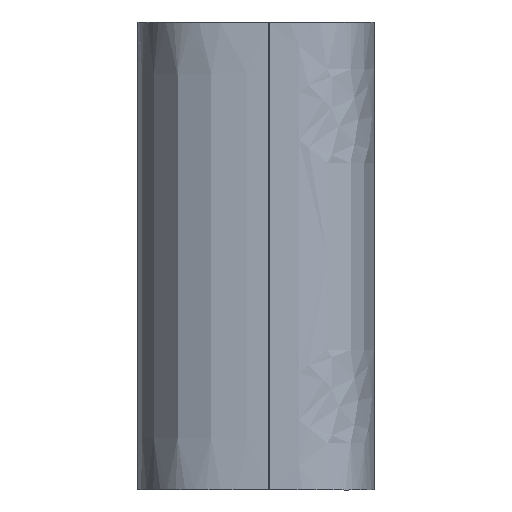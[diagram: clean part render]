
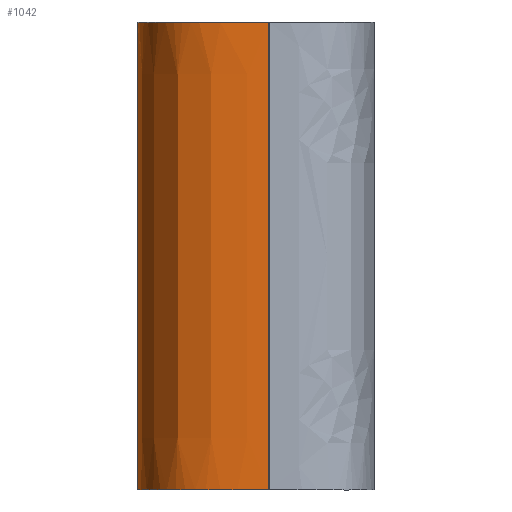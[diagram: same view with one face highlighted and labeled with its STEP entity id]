
A CAD part, left-side view. The second image highlights one B-rep face of the part: STEP entity #1042.
In plain terms, the highlighted face is a extrusion surface.
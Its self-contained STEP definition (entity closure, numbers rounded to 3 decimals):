
#173=SURFACE_OF_LINEAR_EXTRUSION('',#361,#4515);
#295=B_SPLINE_CURVE_WITH_KNOTS('',5,(#9091,#9092,#9093,#9094,#9095,#9096,
#9097,#9098,#9099,#9100,#9101,#9102,#9103),.UNSPECIFIED.,.F.,.F.,(6,1,1,
1,1,1,1,1,6),(0.,0.078,0.235,0.409,
0.547,0.697,0.764,0.902,
1.),.UNSPECIFIED.);
#359=B_SPLINE_CURVE_WITH_KNOTS('',1,(#13726,#13727),.UNSPECIFIED.,.F.,.F.,
(2,2),(0.,1.),.UNSPECIFIED.);
#360=B_SPLINE_CURVE_WITH_KNOTS('',3,(#13729,#13730,#13731,#13732,#13733,
#13734,#13735,#13736,#13737,#13738,#13739,#13740,#13741,#13742,#13743,#13744,
#13745,#13746,#13747,#13748,#13749,#13750),.UNSPECIFIED.,.F.,.F.,(4,2,2,
2,2,2,2,2,2,2,4),(0.,0.125,0.188,0.25,0.375,0.437,
0.5,0.625,0.75,0.875,1.),.UNSPECIFIED.);
#361=B_SPLINE_CURVE_WITH_KNOTS('',5,(#13751,#13752,#13753,#13754,#13755,
#13756,#13757,#13758,#13759,#13760,#13761,#13762,#13763,#13764,#13765,#13766,
#13767,#13768),.UNSPECIFIED.,.F.,.F.,(6,5,1,1,1,1,1,1,1,6),(0.,0.01,
0.107,0.243,0.31,0.458,
0.595,0.767,0.923,1.),.UNSPECIFIED.);
#683=FACE_OUTER_BOUND('',#1635,.T.);
#1042=ADVANCED_FACE('',(#683),#173,.T.);
#1635=EDGE_LOOP('',(#2275,#2276,#2277,#2278));
#2275=ORIENTED_EDGE('',*,*,#3888,.F.);
#2276=ORIENTED_EDGE('',*,*,#3889,.T.);
#2277=ORIENTED_EDGE('',*,*,#3854,.F.);
#2278=ORIENTED_EDGE('',*,*,#3801,.T.);
#3360=VERTEX_POINT('',#9090);
#3361=VERTEX_POINT('',#9104);
#3406=VERTEX_POINT('',#12162);
#3432=VERTEX_POINT('',#13728);
#3801=EDGE_CURVE('',#3361,#3360,#295,.T.);
#3854=EDGE_CURVE('',#3361,#3406,#4362,.T.);
#3888=EDGE_CURVE('',#3432,#3360,#359,.T.);
#3889=EDGE_CURVE('',#3432,#3406,#360,.T.);
#4362=LINE('',#12161,#4503);
#4503=VECTOR('',#5318,1.);
#4515=VECTOR('',#5338,1.);
#5318=DIRECTION('',(0.,0.,1.));
#5338=DIRECTION('',(0.,0.,-1.));
#9090=CARTESIAN_POINT('',(-239.999,1.,-740.));
#9091=CARTESIAN_POINT('',(0.,245.,-740.));
#9092=CARTESIAN_POINT('',(-6.301,245.,-740.));
#9093=CARTESIAN_POINT('',(-25.431,244.732,-740.));
#9094=CARTESIAN_POINT('',(-58.597,243.419,-740.));
#9095=CARTESIAN_POINT('',(-102.864,237.53,-740.));
#9096=CARTESIAN_POINT('',(-157.847,222.361,-740.));
#9097=CARTESIAN_POINT('',(-204.947,187.261,-740.));
#9098=CARTESIAN_POINT('',(-229.486,136.857,-740.));
#9099=CARTESIAN_POINT('',(-237.927,89.748,-740.));
#9100=CARTESIAN_POINT('',(-239.809,52.6,-740.));
#9101=CARTESIAN_POINT('',(-239.972,28.263,-740.));
#9102=CARTESIAN_POINT('',(-239.999,8.947,-740.));
#9103=CARTESIAN_POINT('',(-239.999,1.,-740.));
#9104=CARTESIAN_POINT('',(0.,245.,-740.));
#12161=CARTESIAN_POINT('',(0.,245.,130.));
#12162=CARTESIAN_POINT('',(0.,245.,129.));
#13726=CARTESIAN_POINT('',(-239.999,1.,129.));
#13727=CARTESIAN_POINT('',(-239.999,1.,-740.));
#13728=CARTESIAN_POINT('',(-239.999,1.,129.));
#13729=CARTESIAN_POINT('',(-239.999,1.,129.));
#13730=CARTESIAN_POINT('',(-239.998,17.918,129.));
#13731=CARTESIAN_POINT('',(-240.006,34.836,129.));
#13732=CARTESIAN_POINT('',(-239.045,60.17,129.));
#13733=CARTESIAN_POINT('',(-238.558,68.606,129.));
#13734=CARTESIAN_POINT('',(-237.052,85.456,129.));
#13735=CARTESIAN_POINT('',(-236.031,93.898,129.));
#13736=CARTESIAN_POINT('',(-231.799,118.933,129.));
#13737=CARTESIAN_POINT('',(-227.455,135.185,129.));
#13738=CARTESIAN_POINT('',(-216.832,158.38,129.));
#13739=CARTESIAN_POINT('',(-212.635,165.794,129.));
#13740=CARTESIAN_POINT('',(-202.973,179.562,129.));
#13741=CARTESIAN_POINT('',(-197.483,185.967,129.));
#13742=CARTESIAN_POINT('',(-178.965,203.695,129.));
#13743=CARTESIAN_POINT('',(-164.711,212.804,129.));
#13744=CARTESIAN_POINT('',(-133.783,227.032,129.));
#13745=CARTESIAN_POINT('',(-117.649,231.928,129.));
#13746=CARTESIAN_POINT('',(-84.618,239.192,129.));
#13747=CARTESIAN_POINT('',(-67.727,241.544,129.));
#13748=CARTESIAN_POINT('',(-33.915,244.43,129.));
#13749=CARTESIAN_POINT('',(-16.97,245.,129.));
#13750=CARTESIAN_POINT('',(0.,245.,129.));
#13751=CARTESIAN_POINT('',(-240.,-3.038,130.));
#13752=CARTESIAN_POINT('',(-240.,-2.231,130.));
#13753=CARTESIAN_POINT('',(-240.,-1.423,130.));
#13754=CARTESIAN_POINT('',(-239.999,-0.615,130.));
#13755=CARTESIAN_POINT('',(-239.999,0.192,130.));
#13756=CARTESIAN_POINT('',(-239.999,1.,130.));
#13757=CARTESIAN_POINT('',(-239.999,8.947,130.));
#13758=CARTESIAN_POINT('',(-239.972,28.263,130.));
#13759=CARTESIAN_POINT('',(-239.809,52.6,130.));
#13760=CARTESIAN_POINT('',(-237.927,89.748,130.));
#13761=CARTESIAN_POINT('',(-229.486,136.857,130.));
#13762=CARTESIAN_POINT('',(-204.947,187.261,130.));
#13763=CARTESIAN_POINT('',(-157.847,222.361,130.));
#13764=CARTESIAN_POINT('',(-102.864,237.53,130.));
#13765=CARTESIAN_POINT('',(-58.597,243.419,130.));
#13766=CARTESIAN_POINT('',(-25.431,244.732,130.));
#13767=CARTESIAN_POINT('',(-6.301,245.,130.));
#13768=CARTESIAN_POINT('',(0.,245.,130.));
